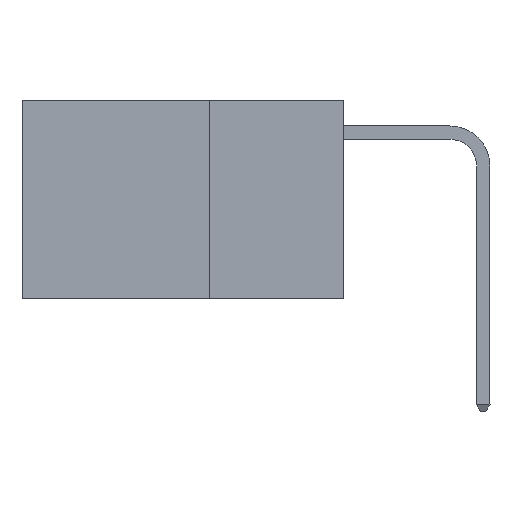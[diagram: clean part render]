
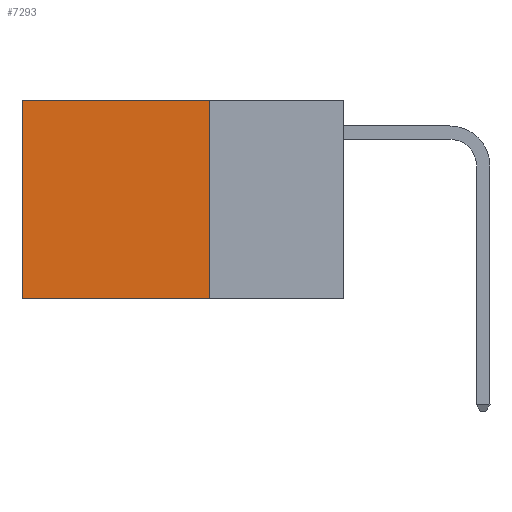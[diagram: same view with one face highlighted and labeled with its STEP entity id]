
A CAD part, left-side view. The second image highlights one B-rep face of the part: STEP entity #7293.
In plain terms, the highlighted planar face has unit normal (-1, 0, 0).
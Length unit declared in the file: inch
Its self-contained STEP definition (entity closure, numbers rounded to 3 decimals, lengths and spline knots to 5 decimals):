
#52 = LINE ( 'NONE', #5306, #186 ) ;
#186 = VECTOR ( 'NONE', #5461, 39.37008 ) ;
#735 = LINE ( 'NONE', #1405, #11165 ) ;
#1092 = LINE ( 'NONE', #2698, #8316 ) ;
#1279 = ORIENTED_EDGE ( 'NONE', *, *, #6330, .T. ) ;
#1405 = CARTESIAN_POINT ( 'NONE',  ( 0.2625, 0.6, 0. ) ) ;
#1504 = PLANE ( 'NONE',  #11738 ) ;
#1525 = DIRECTION ( 'NONE',  ( 0., 0., -1. ) ) ;
#1689 = DIRECTION ( 'NONE',  ( 1., 0., 0. ) ) ;
#2267 = VERTEX_POINT ( 'NONE', #7331 ) ;
#2454 = DIRECTION ( 'NONE',  ( 0., 0., -1. ) ) ;
#2647 = CARTESIAN_POINT ( 'NONE',  ( 0.2625, 0.6, 0. ) ) ;
#2698 = CARTESIAN_POINT ( 'NONE',  ( 0.2625, 0.25, -0.37 ) ) ;
#2813 = DIRECTION ( 'NONE',  ( 0., 1., 0. ) ) ;
#4900 = VERTEX_POINT ( 'NONE', #5864 ) ;
#5018 = EDGE_LOOP ( 'NONE', ( #5379, #10376, #6670, #1279 ) ) ;
#5306 = CARTESIAN_POINT ( 'NONE',  ( 0.2625, 0.25, 0. ) ) ;
#5379 = ORIENTED_EDGE ( 'NONE', *, *, #5756, .T. ) ;
#5461 = DIRECTION ( 'NONE',  ( 0., 0., -1. ) ) ;
#5756 = EDGE_CURVE ( 'NONE', #7013, #10168, #735, .T. ) ;
#5864 = CARTESIAN_POINT ( 'NONE',  ( 0.2625, 0.25, -0.37 ) ) ;
#6293 = VECTOR ( 'NONE', #10021, 39.37008 ) ;
#6330 = EDGE_CURVE ( 'NONE', #2267, #7013, #10635, .T. ) ;
#6417 = CARTESIAN_POINT ( 'NONE',  ( 0.2625, 0.25, 0. ) ) ;
#6670 = ORIENTED_EDGE ( 'NONE', *, *, #11027, .F. ) ;
#7013 = VERTEX_POINT ( 'NONE', #2647 ) ;
#7293 = ADVANCED_FACE ( 'NONE', ( #9819 ), #1504, .F. ) ;
#7331 = CARTESIAN_POINT ( 'NONE',  ( 0.2625, 0.25, 0. ) ) ;
#7366 = EDGE_CURVE ( 'NONE', #4900, #10168, #1092, .T. ) ;
#7765 = CARTESIAN_POINT ( 'NONE',  ( 0.2625, 0.6, -0.37 ) ) ;
#8316 = VECTOR ( 'NONE', #2813, 39.37008 ) ;
#9819 = FACE_OUTER_BOUND ( 'NONE', #5018, .T. ) ;
#10021 = DIRECTION ( 'NONE',  ( 0., 1., 0. ) ) ;
#10168 = VERTEX_POINT ( 'NONE', #7765 ) ;
#10376 = ORIENTED_EDGE ( 'NONE', *, *, #7366, .F. ) ;
#10635 = LINE ( 'NONE', #10828, #6293 ) ;
#10828 = CARTESIAN_POINT ( 'NONE',  ( 0.2625, 0.25, 0. ) ) ;
#11027 = EDGE_CURVE ( 'NONE', #2267, #4900, #52, .T. ) ;
#11165 = VECTOR ( 'NONE', #1525, 39.37008 ) ;
#11738 = AXIS2_PLACEMENT_3D ( 'NONE', #6417, #1689, #2454 ) ;
